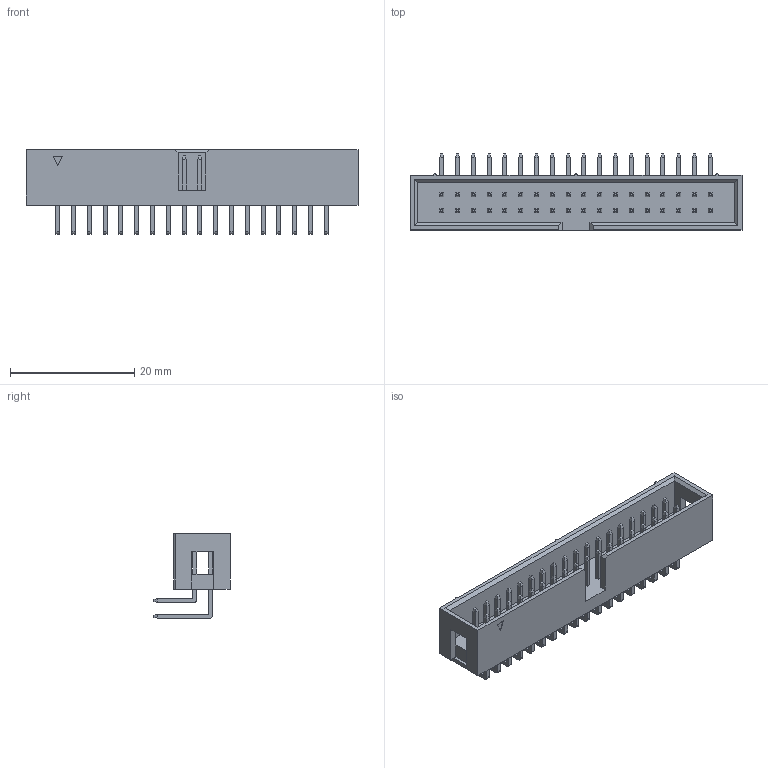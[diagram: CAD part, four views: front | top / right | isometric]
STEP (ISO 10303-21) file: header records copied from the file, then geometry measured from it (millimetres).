
FILE_DESCRIPTION (( 'STEP AP214' ), '1' );
FILE_NAME ('FBH25402-D36B1004K6K-REF.STEP', '2026-03-05T08:00:28', ( '' ), ( '' ), 'SwSTEP 2.0', 'SolidWorks 2021', '' );
FILE_SCHEMA (( 'AUTOMOTIVE_DESIGN' ));
Length unit declared in the file: millimetre
Products named in the file (1): FBH25402-D36B1004K6K-REF
Bounding box: 53.37 x 12.25 x 13.6 mm (x, y, z)
Volume: 2163.8 mm3; surface area: 4168.2 mm2
Topology: 1 solids, 1 shells, 843 faces, 2006 edges, 1238 vertices
Faces by surface type: plane 760, cylinder 75, torus 8
Entity records: 23632 total; most frequent: CARTESIAN_POINT 4088, ORIENTED_EDGE 4012, DIRECTION 3868, EDGE_CURVE 2006, VECTOR 1832, LINE 1832, VERTEX_POINT 1238, AXIS2_PLACEMENT_3D 1018
